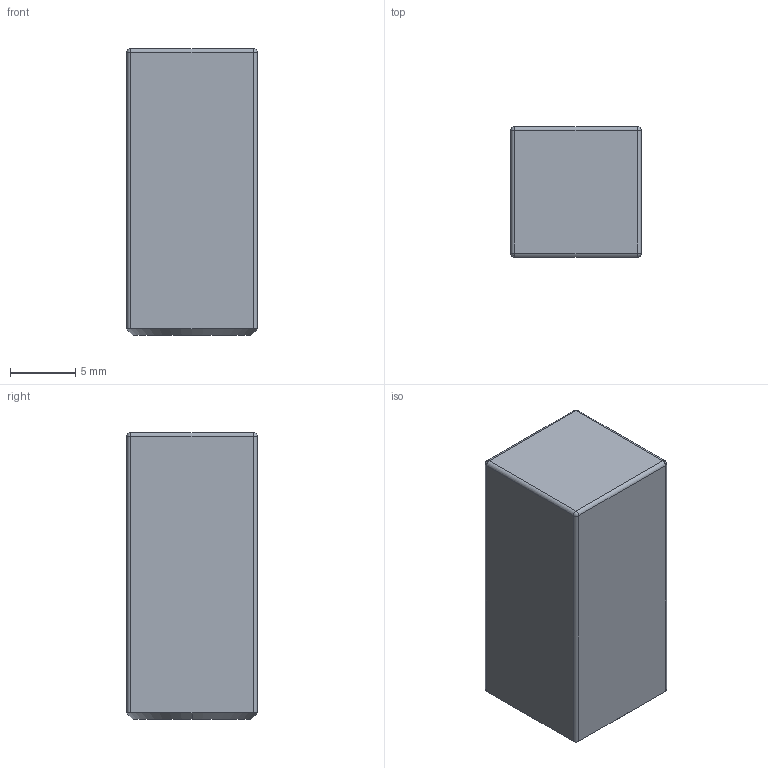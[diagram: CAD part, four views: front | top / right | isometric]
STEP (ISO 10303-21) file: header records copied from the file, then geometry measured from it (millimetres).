
FILE_DESCRIPTION(('Creo Elements/Direct Modeling STEP Export'),'2;1');
FILE_NAME('2277-10.stp','2022-05-04T10:24:32',(''),(''),'Creo Elements/Direct Modeling STEP processor for AP214 (Solid Model)','Creo Elements/Direct Modeling 20.0 12-Nov-2016 (C) Parametric Technology GmbH','');
FILE_SCHEMA(('AUTOMOTIVE_DESIGN { 1 0 10303 214 1 1 1 1 }'));
Length unit declared in the file: millimetre
Products named in the file (1): 2277-10
Bounding box: 10 x 10 x 22 mm (x, y, z)
Volume: 2095.2 mm3; surface area: 1154.6 mm2
Topology: 1 solids, 1 shells, 31 faces, 68 edges, 35 vertices
Faces by surface type: cylinder 12, plane 11, sphere 4, cone 4
Entity records: 761 total; most frequent: DIRECTION 130, ORIENTED_EDGE 124, CARTESIAN_POINT 114, EDGE_CURVE 62, AXIS2_PLACEMENT_3D 51, VERTEX_POINT 35, EDGE_LOOP 33, FACE_OUTER_BOUND 31
